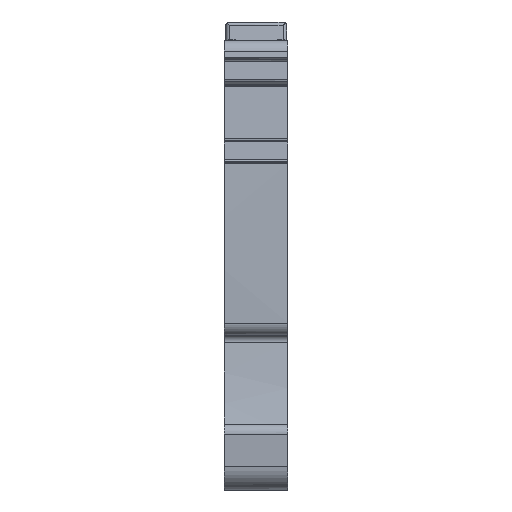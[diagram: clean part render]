
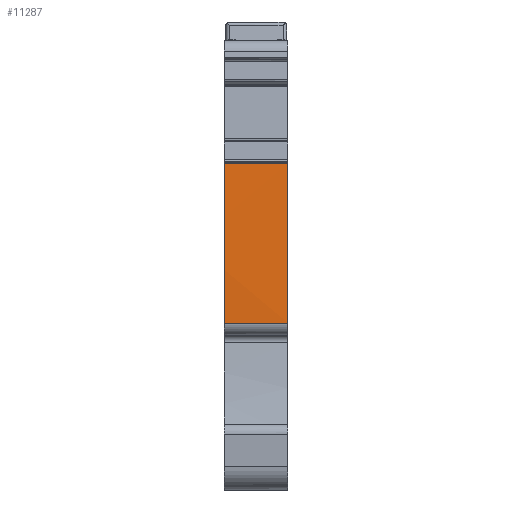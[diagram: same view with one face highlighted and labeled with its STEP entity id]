
A CAD part, front view. The second image highlights one B-rep face of the part: STEP entity #11287.
In plain terms, the highlighted cylindrical face has radius 154.9 mm (diameter 309.8 mm), a partial arc.
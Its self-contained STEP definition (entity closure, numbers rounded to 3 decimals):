
#2277=AXIS2_PLACEMENT_3D('Circle Axis2P3D',#2275,#2276,$) ;
#2284=AXIS2_PLACEMENT_3D('Circle Axis2P3D',#2282,#2283,$) ;
#11272=AXIS2_PLACEMENT_3D('Cylinder Axis2P3D',#11269,#11270,#11271) ;
#2272=CARTESIAN_POINT('Vertex',(0.,1.529,13.427)) ;
#2275=CARTESIAN_POINT('Axis2P3D Location',(0.,156.391,17.05)) ;
#2279=CARTESIAN_POINT('Vertex',(0.,1.528,13.45)) ;
#2282=CARTESIAN_POINT('Axis2P3D Location',(0.,156.387,17.05)) ;
#2286=CARTESIAN_POINT('Vertex',(0.,1.761,26.266)) ;
#3492=CARTESIAN_POINT('Vertex',(5.1,1.761,26.266)) ;
#3496=CARTESIAN_POINT('Control Point',(5.1,1.761,26.266)) ;
#3497=CARTESIAN_POINT('Control Point',(5.1,1.608,23.706)) ;
#3498=CARTESIAN_POINT('Control Point',(5.1,1.509,21.144)) ;
#3499=CARTESIAN_POINT('Control Point',(5.1,1.462,18.578)) ;
#3500=CARTESIAN_POINT('Control Point',(5.1,1.469,16.013)) ;
#3501=CARTESIAN_POINT('Control Point',(5.1,1.528,13.45)) ;
#3502=CARTESIAN_POINT('Vertex',(5.1,1.528,13.45)) ;
#3506=CARTESIAN_POINT('Control Point',(5.1,1.528,13.45)) ;
#3507=CARTESIAN_POINT('Control Point',(5.1,1.528,13.445)) ;
#3508=CARTESIAN_POINT('Control Point',(5.1,1.529,13.441)) ;
#3509=CARTESIAN_POINT('Control Point',(5.1,1.529,13.436)) ;
#3510=CARTESIAN_POINT('Control Point',(5.1,1.529,13.431)) ;
#3511=CARTESIAN_POINT('Control Point',(5.1,1.529,13.427)) ;
#3512=CARTESIAN_POINT('Vertex',(5.1,1.529,13.427)) ;
#11256=CARTESIAN_POINT('Line Origine',(2.55,1.529,13.427)) ;
#11269=CARTESIAN_POINT('Axis2P3D Location',(2.55,156.387,17.05)) ;
#11274=CARTESIAN_POINT('Line Origine',(2.55,1.761,26.266)) ;
#2276=DIRECTION('Axis2P3D Direction',(1.,0.,0.)) ;
#2283=DIRECTION('Axis2P3D Direction',(1.,0.,0.)) ;
#11257=DIRECTION('Vector Direction',(1.,0.,0.)) ;
#11270=DIRECTION('Axis2P3D Direction',(1.,0.,0.)) ;
#11271=DIRECTION('Axis2P3D XDirection',(0.,-0.993,0.118)) ;
#11275=DIRECTION('Vector Direction',(1.,0.,0.)) ;
#11258=VECTOR('Line Direction',#11257,1.) ;
#11276=VECTOR('Line Direction',#11275,1.) ;
#11280=ORIENTED_EDGE('',*,*,#2288,.T.) ;
#11281=ORIENTED_EDGE('',*,*,#2281,.T.) ;
#11282=ORIENTED_EDGE('',*,*,#11260,.T.) ;
#11283=ORIENTED_EDGE('',*,*,#3514,.F.) ;
#11284=ORIENTED_EDGE('',*,*,#3504,.F.) ;
#11285=ORIENTED_EDGE('',*,*,#11278,.T.) ;
#11287=ADVANCED_FACE('MLD',(#11286),#11273,.T.) ;
#3495=B_SPLINE_CURVE_WITH_KNOTS('',5,(#3496,#3497,#3498,#3499,#3500,#3501),.UNSPECIFIED.,.F.,.U.,(6,6),(0.,18.13),.UNSPECIFIED.) ;
#3505=B_SPLINE_CURVE_WITH_KNOTS('',5,(#3506,#3507,#3508,#3509,#3510,#3511),.UNSPECIFIED.,.F.,.U.,(6,6),(0.,0.033),.UNSPECIFIED.) ;
#2278=CIRCLE('generated circle',#2277,154.905) ;
#2285=CIRCLE('generated circle',#2284,154.9) ;
#11273=CYLINDRICAL_SURFACE('generated cylinder',#11272,154.9) ;
#2281=EDGE_CURVE('',#2280,#2273,#2278,.T.) ;
#2288=EDGE_CURVE('',#2287,#2280,#2285,.T.) ;
#3504=EDGE_CURVE('',#3493,#3503,#3495,.T.) ;
#3514=EDGE_CURVE('',#3503,#3513,#3505,.T.) ;
#11260=EDGE_CURVE('',#2273,#3513,#11259,.T.) ;
#11278=EDGE_CURVE('',#3493,#2287,#11277,.F.) ;
#11279=EDGE_LOOP('',(#11280,#11281,#11282,#11283,#11284,#11285)) ;
#11286=FACE_OUTER_BOUND('',#11279,.T.) ;
#11259=LINE('Line',#11256,#11258) ;
#11277=LINE('Line',#11274,#11276) ;
#2273=VERTEX_POINT('',#2272) ;
#2280=VERTEX_POINT('',#2279) ;
#2287=VERTEX_POINT('',#2286) ;
#3493=VERTEX_POINT('',#3492) ;
#3503=VERTEX_POINT('',#3502) ;
#3513=VERTEX_POINT('',#3512) ;
